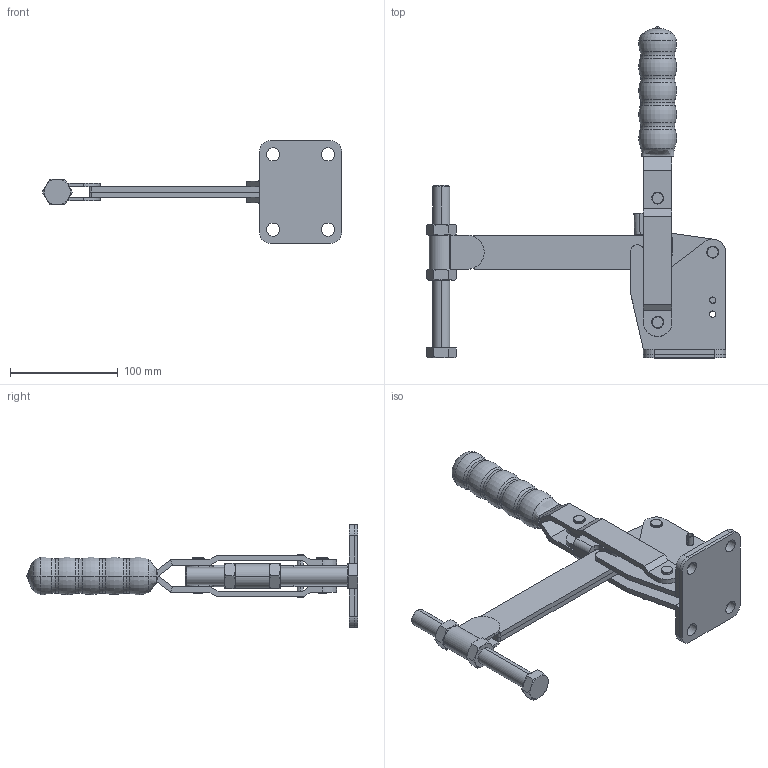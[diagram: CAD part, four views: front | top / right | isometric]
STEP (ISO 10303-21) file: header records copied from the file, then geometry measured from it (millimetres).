
FILE_DESCRIPTION (( 'STEP AP214' ), '1' );
FILE_NAME ('GH-101-JS(Â²¤Æ)-1.STEP', '2020-05-14T02:21:08', ( 'LinWei' ), ( '' ), 'SwSTEP 2.0', 'SolidWorks 2016', '' );
FILE_SCHEMA (( 'AUTOMOTIVE_DESIGN' ));
Length unit declared in the file: millimetre
Products named in the file (6): GH-101-JS(簡化)-1; Group1^GH-101-JS(簡化)-1; Group2^GH-101-JS(簡化)-1; Group4^GH-101-JS(簡化)-1; Group6^GH-101-JS(簡化)-1; Group5^GH-101-JS(簡化)-1
Assembly tree (5 placements, depth 2):
  GH-101-JS(簡化)-1
    Group5^GH-101-JS(簡化)-1
    Group6^GH-101-JS(簡化)-1
    Group4^GH-101-JS(簡化)-1
    Group2^GH-101-JS(簡化)-1
    Group1^GH-101-JS(簡化)-1
Bounding box: 277.52 x 307.8 x 95.2 mm (x, y, z)
Volume: 267135.7 mm3; surface area: 134388.1 mm2
Topology: 4 solids, 6 shells, 345 faces, 838 edges, 518 vertices
Faces by surface type: plane 146, cylinder 119, cone 40, torus 32, sphere 6, bspline 2
Entity records: 12905 total; most frequent: CARTESIAN_POINT 2886, DIRECTION 1833, ORIENTED_EDGE 1674, EDGE_CURVE 838, AXIS2_PLACEMENT_3D 711, VERTEX_POINT 518, LINE 411, VECTOR 411
